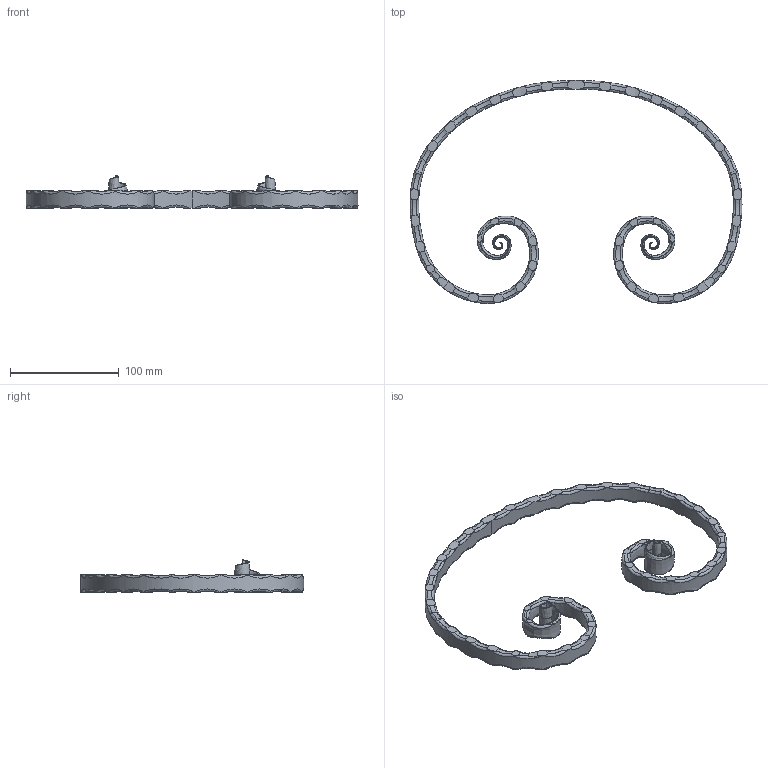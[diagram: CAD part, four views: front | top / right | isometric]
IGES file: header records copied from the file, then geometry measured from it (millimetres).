
Start section: SolidWorks IGES file using analytic representation for surfaces
Global section: file name: 4512.igs; native system: SolidWorks 2015; preprocessor: SolidWorks 2015; author: Christian; date: 180509.144758; units: millimetre
Bounding box: 305.16 x 205.01 x 29.85 mm (x, y, z)
Surface area: 48814.3 mm2 (no closed solid volume)
Topology: 0 solids, 0 shells, 378 faces, 9790 edges, 9788 vertices
Faces by surface type: bspline 280, revolution 98
